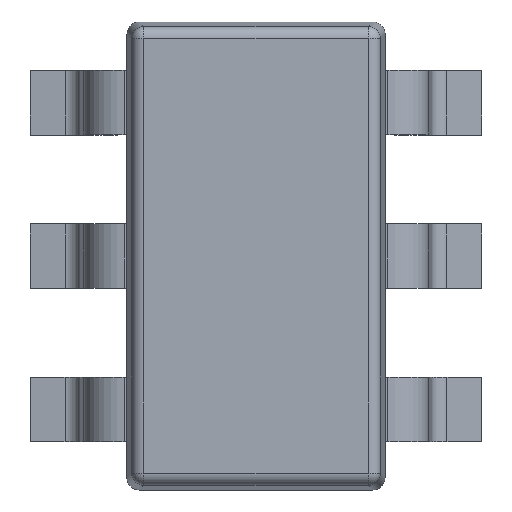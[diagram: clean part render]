
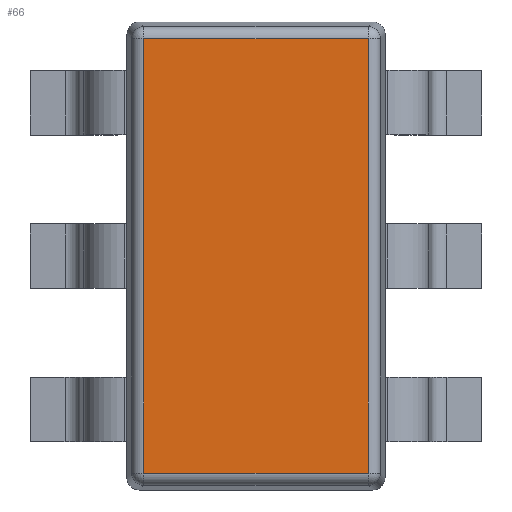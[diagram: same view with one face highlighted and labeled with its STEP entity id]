
A CAD part, top view. The second image highlights one B-rep face of the part: STEP entity #66.
In plain terms, the highlighted face is planar.
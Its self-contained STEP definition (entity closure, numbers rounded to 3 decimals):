
#66=ADVANCED_FACE('',(#67),#101,.T.);
#67=FACE_BOUND('',#68,.T.);
#68=EDGE_LOOP('',(#69,#79,#87,#95));
#69=ORIENTED_EDGE('',*,*,#70,.T.);
#70=EDGE_CURVE('',#71,#73,#75,.T.);
#71=VERTEX_POINT('',#72);
#72=CARTESIAN_POINT('',(-1.346,0.3,0.696));
#73=VERTEX_POINT('',#74);
#74=CARTESIAN_POINT('',(1.346,0.3,0.696));
#75=LINE('',#76,#77);
#76=CARTESIAN_POINT('',(-1.346,0.3,0.696));
#77=VECTOR('',#78,1.0);
#78=DIRECTION('',(1.0,0.0,0.0));
#79=ORIENTED_EDGE('',*,*,#80,.T.);
#80=EDGE_CURVE('',#73,#81,#83,.T.);
#81=VERTEX_POINT('',#82);
#82=CARTESIAN_POINT('',(1.346,0.3,-0.696));
#83=LINE('',#84,#85);
#84=CARTESIAN_POINT('',(1.346,0.3,0.696));
#85=VECTOR('',#86,1.0);
#86=DIRECTION('',(0.0,0.0,-1.0));
#87=ORIENTED_EDGE('',*,*,#88,.T.);
#88=EDGE_CURVE('',#81,#89,#91,.T.);
#89=VERTEX_POINT('',#90);
#90=CARTESIAN_POINT('',(-1.346,0.3,-0.696));
#91=LINE('',#92,#93);
#92=CARTESIAN_POINT('',(1.346,0.3,-0.696));
#93=VECTOR('',#94,1.0);
#94=DIRECTION('',(-1.0,0.0,0.0));
#95=ORIENTED_EDGE('',*,*,#96,.T.);
#96=EDGE_CURVE('',#89,#71,#97,.T.);
#97=LINE('',#98,#99);
#98=CARTESIAN_POINT('',(-1.346,0.3,-0.696));
#99=VECTOR('',#100,1.0);
#100=DIRECTION('',(0.0,0.0,1.0));
#101=PLANE('',#102);
#102=AXIS2_PLACEMENT_3D('',#103,#104,#105);
#103=CARTESIAN_POINT('',(0.0,0.3,0.0));
#104=DIRECTION('',(0.0,1.0,0.0));
#105=DIRECTION('',(1.0,0.0,0.0));
